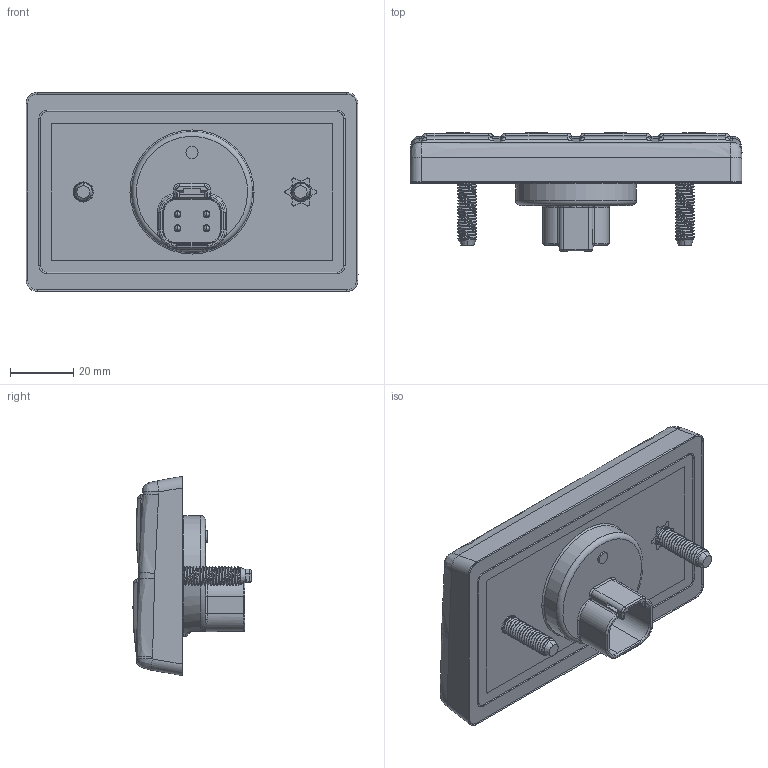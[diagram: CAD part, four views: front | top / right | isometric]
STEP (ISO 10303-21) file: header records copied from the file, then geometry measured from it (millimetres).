
FILE_DESCRIPTION((''),'2;1');
FILE_NAME('3K108-2R','2009-09-22T',('Administrator'),(''),'PRO/ENGINEER BY PARAMETRIC TECHNOLOGY CORPORATION, 2006200','PRO/ENGINEER BY PARAMETRIC TECHNOLOGY CORPORATION, 2006200','');
FILE_SCHEMA(('CONFIG_CONTROL_DESIGN'));
Length unit declared in the file: inch
Products named in the file (1): 3K108-2R
Bounding box: 104.7 x 37.23 x 62.82 mm (x, y, z)
Surface area: 26949 mm2 (no closed solid volume)
Topology: 0 solids, 22 shells, 413 faces, 1130 edges, 717 vertices
Faces by surface type: cylinder 153, bspline 124, plane 53, torus 31, cone 22, extrusion 16, sphere 14
Entity records: 25455 total; most frequent: CARTESIAN_POINT 16234, ORIENTED_EDGE 2116, DIRECTION 1521, EDGE_CURVE 1122, VERTEX_POINT 717, AXIS2_PLACEMENT_3D 548, B_SPLINE_CURVE_WITH_KNOTS 454, VECTOR 425
